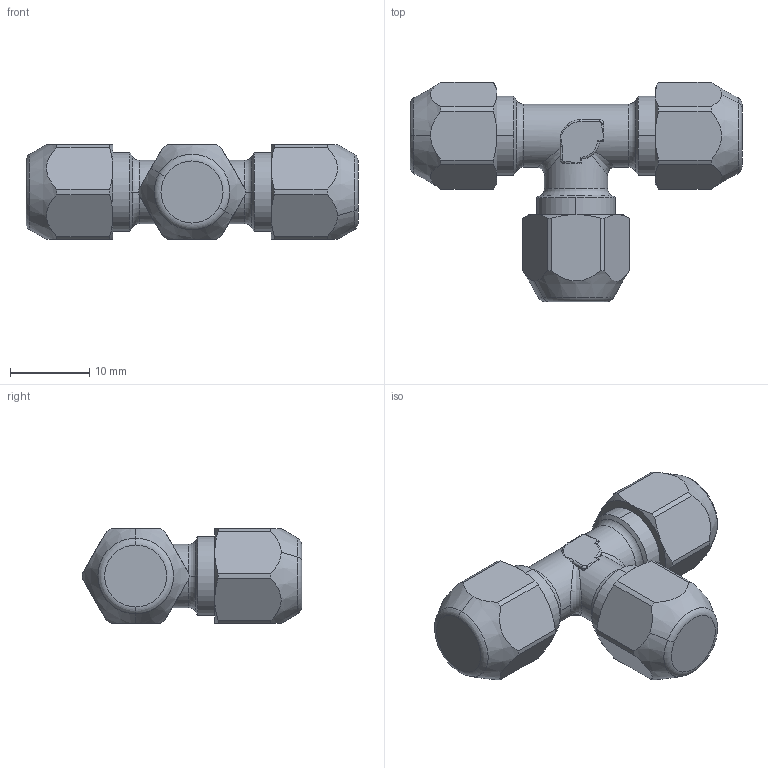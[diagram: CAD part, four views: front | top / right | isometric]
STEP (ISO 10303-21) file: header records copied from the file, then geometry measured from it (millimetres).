
FILE_DESCRIPTION (( 'STEP AP214' ), '1' );
FILE_NAME ('6123000003A.step', '2012-10-16T17:30:54', ( '' ), ( '' ), 'SwSTEP 2.0', 'SolidWorks 2012', '' );
FILE_SCHEMA (( 'AUTOMOTIVE_DESIGN' ));
Length unit declared in the file: millimetre
Products named in the file (1): 6123000003A
Bounding box: 42 x 27.75 x 12 mm (x, y, z)
Volume: 5345.2 mm3; surface area: 2351.3 mm2
Topology: 1 solids, 1 shells, 148 faces, 381 edges, 226 vertices
Faces by surface type: cylinder 48, plane 34, cone 30, torus 20, bspline 16
Entity records: 5228 total; most frequent: CARTESIAN_POINT 1841, ORIENTED_EDGE 738, DIRECTION 683, EDGE_CURVE 369, AXIS2_PLACEMENT_3D 293, VERTEX_POINT 226, CIRCLE 160, EDGE_LOOP 151
